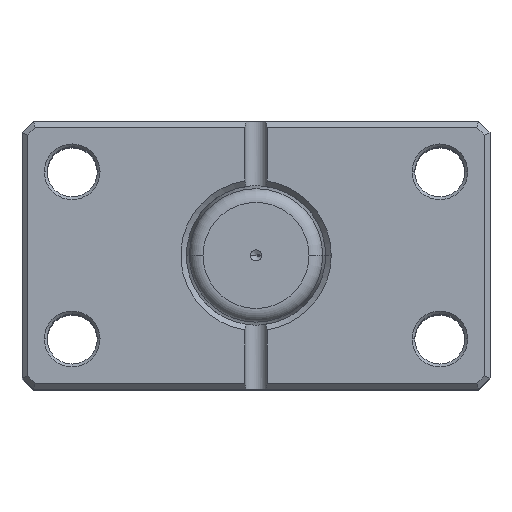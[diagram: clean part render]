
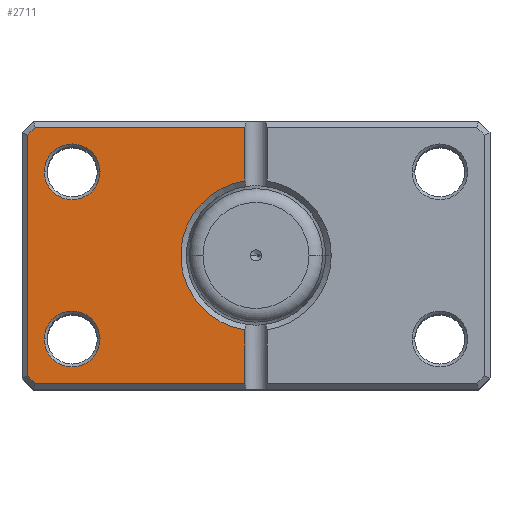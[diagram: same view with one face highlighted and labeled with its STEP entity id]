
A CAD part, top view. The second image highlights one B-rep face of the part: STEP entity #2711.
In plain terms, the highlighted face is planar.
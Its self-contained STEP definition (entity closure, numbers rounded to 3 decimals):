
#138 = VECTOR ( 'NONE', #5784, 1000. ) ;
#326 = FACE_OUTER_BOUND ( 'NONE', #2713, .T. ) ;
#441 = CARTESIAN_POINT ( 'NONE',  ( 2., -13.351, 0. ) ) ;
#450 = DIRECTION ( 'NONE',  ( 0., -1., 0. ) ) ;
#767 = DIRECTION ( 'NONE',  ( 0., 0., 1. ) ) ;
#869 = CIRCLE ( 'NONE', #5973, 5. ) ;
#895 = DIRECTION ( 'NONE',  ( 0., 1., 0. ) ) ;
#911 = VERTEX_POINT ( 'NONE', #1128 ) ;
#950 = CARTESIAN_POINT ( 'NONE',  ( 0., -23., 0. ) ) ;
#1128 = CARTESIAN_POINT ( 'NONE',  ( 38., -15., 0. ) ) ;
#1137 = ORIENTED_EDGE ( 'NONE', *, *, #3719, .T. ) ;
#1289 = VECTOR ( 'NONE', #450, 1000. ) ;
#1388 = CARTESIAN_POINT ( 'NONE',  ( 33., -15., 0. ) ) ;
#1428 = CARTESIAN_POINT ( 'NONE',  ( 31.293, 31.293, 0. ) ) ;
#1601 = CIRCLE ( 'NONE', #5588, 5. ) ;
#1645 = FACE_BOUND ( 'NONE', #4355, .T. ) ;
#1773 = ORIENTED_EDGE ( 'NONE', *, *, #2419, .T. ) ;
#1909 = VERTEX_POINT ( 'NONE', #4536 ) ;
#1912 = DIRECTION ( 'NONE',  ( 1., 0., 0. ) ) ;
#2052 = EDGE_CURVE ( 'NONE', #5307, #6061, #4995, .T. ) ;
#2172 = DIRECTION ( 'NONE',  ( 0., 0., 1. ) ) ;
#2182 = CARTESIAN_POINT ( 'NONE',  ( 41., 21.586, 0. ) ) ;
#2316 = ORIENTED_EDGE ( 'NONE', *, *, #3737, .T. ) ;
#2404 = CARTESIAN_POINT ( 'NONE',  ( 2., 24., 0. ) ) ;
#2419 = EDGE_CURVE ( 'NONE', #3533, #911, #869, .T. ) ;
#2452 = CARTESIAN_POINT ( 'NONE',  ( 0., 23., 0. ) ) ;
#2466 = LINE ( 'NONE', #3479, #4943 ) ;
#2635 = LINE ( 'NONE', #1428, #3839 ) ;
#2637 = ORIENTED_EDGE ( 'NONE', *, *, #3699, .T. ) ;
#2665 = VERTEX_POINT ( 'NONE', #2182 ) ;
#2711 = ADVANCED_FACE ( 'NONE', ( #1645, #2832, #326 ), #6048, .F. ) ;
#2713 = EDGE_LOOP ( 'NONE', ( #6243, #2637, #1137, #3509, #2316, #5815, #2897, #3354 ) ) ;
#2769 = CARTESIAN_POINT ( 'NONE',  ( 28., -15., 0. ) ) ;
#2790 = CIRCLE ( 'NONE', #5540, 13.5 ) ;
#2805 = CARTESIAN_POINT ( 'NONE',  ( 28., 15., 0. ) ) ;
#2832 = FACE_BOUND ( 'NONE', #4652, .T. ) ;
#2860 = CARTESIAN_POINT ( 'NONE',  ( 2., 13.351, 0. ) ) ;
#2897 = ORIENTED_EDGE ( 'NONE', *, *, #3750, .T. ) ;
#2907 = DIRECTION ( 'NONE',  ( 0., 0., 1. ) ) ;
#2926 = CARTESIAN_POINT ( 'NONE',  ( 0., 0., 0. ) ) ;
#2944 = CARTESIAN_POINT ( 'NONE',  ( 33., -15., 0. ) ) ;
#2969 = AXIS2_PLACEMENT_3D ( 'NONE', #5180, #767, #4281 ) ;
#3076 = CARTESIAN_POINT ( 'NONE',  ( 38., 15., 0. ) ) ;
#3354 = ORIENTED_EDGE ( 'NONE', *, *, #3762, .T. ) ;
#3454 = DIRECTION ( 'NONE',  ( 1., 0., 0. ) ) ;
#3471 = VERTEX_POINT ( 'NONE', #6007 ) ;
#3473 = DIRECTION ( 'NONE',  ( 1., 0., 0. ) ) ;
#3479 = CARTESIAN_POINT ( 'NONE',  ( 31.293, -31.293, 0. ) ) ;
#3509 = ORIENTED_EDGE ( 'NONE', *, *, #3729, .T. ) ;
#3533 = VERTEX_POINT ( 'NONE', #2769 ) ;
#3676 = EDGE_CURVE ( 'NONE', #911, #3533, #1601, .T. ) ;
#3678 = LINE ( 'NONE', #950, #5964 ) ;
#3684 = EDGE_CURVE ( 'NONE', #6061, #5307, #4292, .T. ) ;
#3692 = EDGE_CURVE ( 'NONE', #4725, #5757, #5485, .T. ) ;
#3699 = EDGE_CURVE ( 'NONE', #5757, #5409, #2790, .T. ) ;
#3719 = EDGE_CURVE ( 'NONE', #5409, #5019, #4588, .T. ) ;
#3729 = EDGE_CURVE ( 'NONE', #5019, #4241, #3984, .T. ) ;
#3737 = EDGE_CURVE ( 'NONE', #4241, #2665, #2635, .T. ) ;
#3744 = EDGE_CURVE ( 'NONE', #2665, #3471, #5088, .T. ) ;
#3750 = EDGE_CURVE ( 'NONE', #3471, #1909, #2466, .T. ) ;
#3762 = EDGE_CURVE ( 'NONE', #1909, #4725, #3678, .T. ) ;
#3839 = VECTOR ( 'NONE', #4447, 1000. ) ;
#3984 = LINE ( 'NONE', #2452, #138 ) ;
#3990 = DIRECTION ( 'NONE',  ( -0.707, -0.707, 0. ) ) ;
#4015 = DIRECTION ( 'NONE',  ( -1., 0., 0. ) ) ;
#4151 = VECTOR ( 'NONE', #895, 1000. ) ;
#4241 = VERTEX_POINT ( 'NONE', #5950 ) ;
#4281 = DIRECTION ( 'NONE',  ( 1., 0., 0. ) ) ;
#4292 = CIRCLE ( 'NONE', #5618, 5. ) ;
#4355 = EDGE_LOOP ( 'NONE', ( #1773, #5487 ) ) ;
#4447 = DIRECTION ( 'NONE',  ( 0.707, -0.707, 0. ) ) ;
#4536 = CARTESIAN_POINT ( 'NONE',  ( 39.586, -23., 0. ) ) ;
#4588 = LINE ( 'NONE', #5348, #5224 ) ;
#4652 = EDGE_LOOP ( 'NONE', ( #5226, #5364 ) ) ;
#4725 = VERTEX_POINT ( 'NONE', #5879 ) ;
#4884 = DIRECTION ( 'NONE',  ( 0., 0., 1. ) ) ;
#4943 = VECTOR ( 'NONE', #3990, 1000. ) ;
#4995 = CIRCLE ( 'NONE', #5289, 5. ) ;
#5019 = VERTEX_POINT ( 'NONE', #5538 ) ;
#5088 = LINE ( 'NONE', #6236, #1289 ) ;
#5126 = CARTESIAN_POINT ( 'NONE',  ( 33., 15., 0. ) ) ;
#5180 = CARTESIAN_POINT ( 'NONE',  ( 0., 0., 0. ) ) ;
#5224 = VECTOR ( 'NONE', #5762, 1000. ) ;
#5226 = ORIENTED_EDGE ( 'NONE', *, *, #2052, .T. ) ;
#5289 = AXIS2_PLACEMENT_3D ( 'NONE', #5126, #2172, #5545 ) ;
#5307 = VERTEX_POINT ( 'NONE', #2805 ) ;
#5348 = CARTESIAN_POINT ( 'NONE',  ( 2., 24., 0. ) ) ;
#5364 = ORIENTED_EDGE ( 'NONE', *, *, #3684, .T. ) ;
#5409 = VERTEX_POINT ( 'NONE', #2860 ) ;
#5485 = LINE ( 'NONE', #2404, #4151 ) ;
#5487 = ORIENTED_EDGE ( 'NONE', *, *, #3676, .T. ) ;
#5538 = CARTESIAN_POINT ( 'NONE',  ( 2., 23., 0. ) ) ;
#5540 = AXIS2_PLACEMENT_3D ( 'NONE', #2926, #6218, #3454 ) ;
#5545 = DIRECTION ( 'NONE',  ( 1., 0., 0. ) ) ;
#5588 = AXIS2_PLACEMENT_3D ( 'NONE', #1388, #4884, #1912 ) ;
#5618 = AXIS2_PLACEMENT_3D ( 'NONE', #5745, #2907, #6197 ) ;
#5745 = CARTESIAN_POINT ( 'NONE',  ( 33., 15., 0. ) ) ;
#5757 = VERTEX_POINT ( 'NONE', #441 ) ;
#5762 = DIRECTION ( 'NONE',  ( 0., 1., 0. ) ) ;
#5784 = DIRECTION ( 'NONE',  ( 1., 0., 0. ) ) ;
#5815 = ORIENTED_EDGE ( 'NONE', *, *, #3744, .T. ) ;
#5879 = CARTESIAN_POINT ( 'NONE',  ( 2., -23., 0. ) ) ;
#5950 = CARTESIAN_POINT ( 'NONE',  ( 39.586, 23., 0. ) ) ;
#5964 = VECTOR ( 'NONE', #4015, 1000. ) ;
#5973 = AXIS2_PLACEMENT_3D ( 'NONE', #2944, #6231, #3473 ) ;
#6007 = CARTESIAN_POINT ( 'NONE',  ( 41., -21.586, 0. ) ) ;
#6048 = PLANE ( 'NONE',  #2969 ) ;
#6061 = VERTEX_POINT ( 'NONE', #3076 ) ;
#6197 = DIRECTION ( 'NONE',  ( 1., 0., 0. ) ) ;
#6218 = DIRECTION ( 'NONE',  ( 0., 0., 1. ) ) ;
#6231 = DIRECTION ( 'NONE',  ( 0., 0., 1. ) ) ;
#6236 = CARTESIAN_POINT ( 'NONE',  ( 41., 0., 0. ) ) ;
#6243 = ORIENTED_EDGE ( 'NONE', *, *, #3692, .T. ) ;
